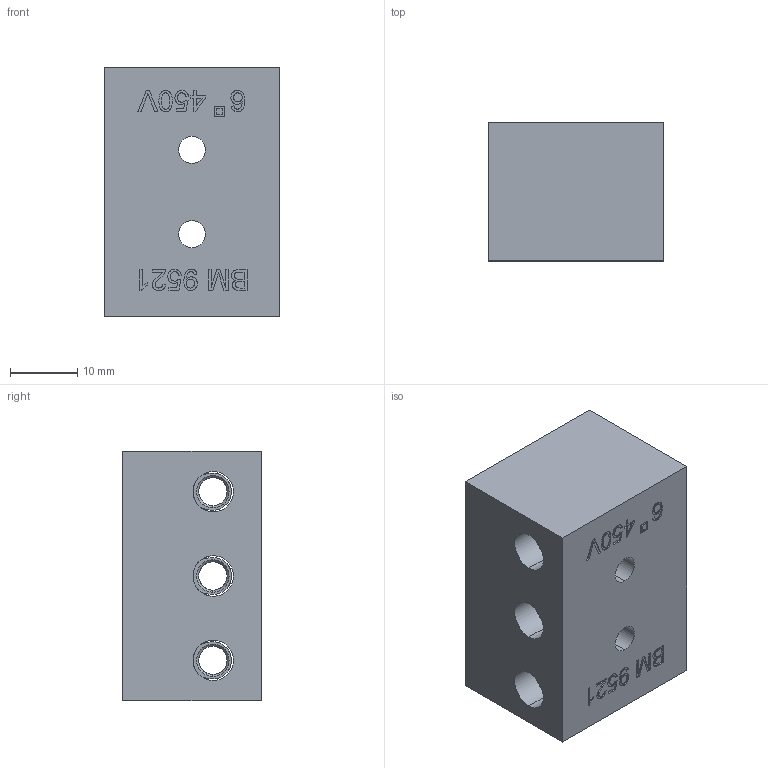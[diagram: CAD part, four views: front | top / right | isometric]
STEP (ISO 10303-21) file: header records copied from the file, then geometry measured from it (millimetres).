
FILE_DESCRIPTION (( 'STEP AP203' ), '1' );
FILE_NAME ('9521.STEP', '2025-09-26T11:27:55', ( '' ), ( '' ), 'SwSTEP 2.0', 'SolidWorks 2022', '' );
FILE_SCHEMA (( 'CONFIG_CONTROL_DESIGN' ));
Length unit declared in the file: millimetre
Products named in the file (4): SABUS9202; 9521; SAINVSTEA9521; SAVMIC357
Assembly tree (13 placements, depth 2):
  9521
    SAINVSTEA9521
    SABUS9202  x4
    SAVMIC357  x8
Bounding box: 26 x 20.5 x 37 mm (x, y, z)
Volume: 15988.4 mm3; surface area: 10670.2 mm2
Topology: 13 solids, 13 shells, 432 faces, 1093 edges, 710 vertices
Faces by surface type: plane 209, cylinder 94, bspline 81, cone 48
Entity records: 13763 total; most frequent: CARTESIAN_POINT 6637, ORIENTED_EDGE 1458, DIRECTION 1089, EDGE_CURVE 729, VERTEX_POINT 476, VECTOR 437, LINE 437, AXIS2_PLACEMENT_3D 326
